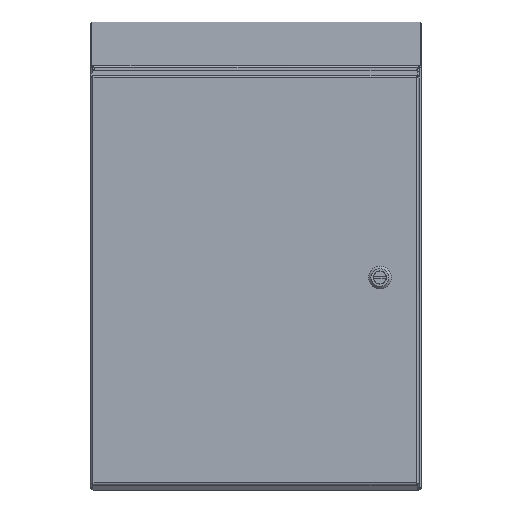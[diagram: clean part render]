
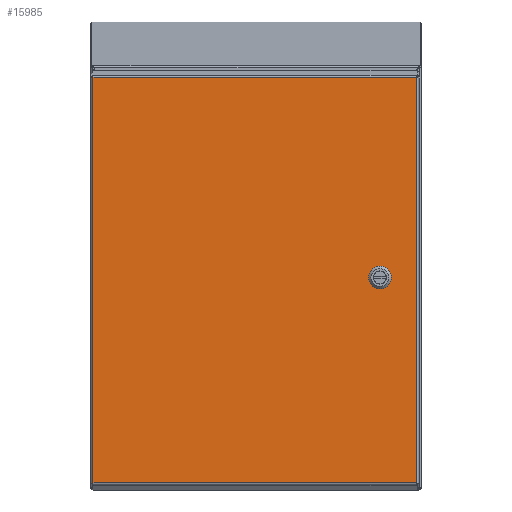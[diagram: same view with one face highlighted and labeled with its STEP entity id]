
A CAD part, top view. The second image highlights one B-rep face of the part: STEP entity #15985.
In plain terms, the highlighted planar face has unit normal (0, 0, 1).
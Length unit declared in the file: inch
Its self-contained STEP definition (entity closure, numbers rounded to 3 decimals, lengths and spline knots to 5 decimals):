
#581=PLANE('',#17252);
#1663=LINE('',#31153,#2865);
#1667=LINE('',#31165,#2869);
#1671=LINE('',#31177,#2873);
#1675=LINE('',#31187,#2877);
#1681=LINE('',#31222,#2883);
#1711=LINE('',#31510,#2913);
#1727=LINE('',#31800,#2929);
#1729=LINE('',#31804,#2931);
#2865=VECTOR('',#20201,0.42712);
#2869=VECTOR('',#20213,0.42712);
#2873=VECTOR('',#20225,0.42712);
#2877=VECTOR('',#20237,0.42712);
#2883=VECTOR('',#20247,19.64636);
#2913=VECTOR('',#20299,19.64636);
#2929=VECTOR('',#20333,15.6645);
#2931=VECTOR('',#20339,15.6645);
#3732=FACE_BOUND('',#5495,.T.);
#3733=FACE_BOUND('',#5496,.T.);
#5495=EDGE_LOOP('',(#12574,#12575,#12576,#12577,#12578,#12579,#12580,#12581));
#5496=EDGE_LOOP('',(#12582,#12583,#12584,#12585));
#6255=CIRCLE('',#17213,0.453);
#6257=CIRCLE('',#17217,0.453);
#6259=CIRCLE('',#17221,0.453);
#6261=CIRCLE('',#17225,0.453);
#7324=VERTEX_POINT('',#31144);
#7325=VERTEX_POINT('',#31146);
#7327=VERTEX_POINT('',#31152);
#7329=VERTEX_POINT('',#31158);
#7331=VERTEX_POINT('',#31164);
#7333=VERTEX_POINT('',#31170);
#7335=VERTEX_POINT('',#31176);
#7337=VERTEX_POINT('',#31182);
#7343=VERTEX_POINT('',#31199);
#7346=VERTEX_POINT('',#31214);
#7370=VERTEX_POINT('',#31468);
#7372=VERTEX_POINT('',#31509);
#9098=EDGE_CURVE('',#7325,#7324,#6255,.T.);
#9101=EDGE_CURVE('',#7327,#7325,#1663,.T.);
#9104=EDGE_CURVE('',#7329,#7327,#6257,.T.);
#9107=EDGE_CURVE('',#7331,#7329,#1667,.T.);
#9110=EDGE_CURVE('',#7333,#7331,#6259,.T.);
#9113=EDGE_CURVE('',#7335,#7333,#1671,.T.);
#9116=EDGE_CURVE('',#7337,#7335,#6261,.T.);
#9119=EDGE_CURVE('',#7324,#7337,#1675,.T.);
#9128=EDGE_CURVE('',#7343,#7346,#1681,.T.);
#9172=EDGE_CURVE('',#7372,#7370,#1711,.T.);
#9202=EDGE_CURVE('',#7346,#7372,#1727,.T.);
#9204=EDGE_CURVE('',#7370,#7343,#1729,.T.);
#12574=ORIENTED_EDGE('',*,*,#9098,.T.);
#12575=ORIENTED_EDGE('',*,*,#9119,.T.);
#12576=ORIENTED_EDGE('',*,*,#9116,.T.);
#12577=ORIENTED_EDGE('',*,*,#9113,.T.);
#12578=ORIENTED_EDGE('',*,*,#9110,.T.);
#12579=ORIENTED_EDGE('',*,*,#9107,.T.);
#12580=ORIENTED_EDGE('',*,*,#9104,.T.);
#12581=ORIENTED_EDGE('',*,*,#9101,.T.);
#12582=ORIENTED_EDGE('',*,*,#9204,.T.);
#12583=ORIENTED_EDGE('',*,*,#9128,.T.);
#12584=ORIENTED_EDGE('',*,*,#9202,.T.);
#12585=ORIENTED_EDGE('',*,*,#9172,.T.);
#15985=ADVANCED_FACE('',(#3732,#3733),#581,.T.);
#17213=AXIS2_PLACEMENT_3D('',#31147,#20195,#20196);
#17217=AXIS2_PLACEMENT_3D('',#31159,#20207,#20208);
#17221=AXIS2_PLACEMENT_3D('',#31171,#20219,#20220);
#17225=AXIS2_PLACEMENT_3D('',#31183,#20231,#20232);
#17252=AXIS2_PLACEMENT_3D('',#31806,#20342,#20343);
#20195=DIRECTION('center_axis',(0.,0.,-1.));
#20196=DIRECTION('ref_axis',(0.882,0.471,0.));
#20201=DIRECTION('',(1.,0.,0.));
#20207=DIRECTION('center_axis',(0.,0.,-1.));
#20208=DIRECTION('ref_axis',(-0.471,0.882,0.));
#20213=DIRECTION('',(0.,1.,0.));
#20219=DIRECTION('center_axis',(0.,0.,-1.));
#20220=DIRECTION('ref_axis',(-0.882,-0.471,0.));
#20225=DIRECTION('',(-1.,0.,0.));
#20231=DIRECTION('center_axis',(0.,0.,-1.));
#20232=DIRECTION('ref_axis',(0.471,-0.882,0.));
#20237=DIRECTION('',(0.,-1.,0.));
#20247=DIRECTION('',(0.,1.,0.));
#20299=DIRECTION('',(0.,-1.,0.));
#20333=DIRECTION('',(-1.,0.,0.));
#20339=DIRECTION('',(1.,0.,0.));
#20342=DIRECTION('center_axis',(0.,0.,1.));
#20343=DIRECTION('ref_axis',(1.,0.,0.));
#31144=CARTESIAN_POINT('',(13.96087,-9.05816,0.074));
#31146=CARTESIAN_POINT('',(13.77499,-8.87223,0.074));
#31147=CARTESIAN_POINT('Origin',(13.56134,-9.27168,0.074));
#31152=CARTESIAN_POINT('',(13.34787,-8.87223,0.074));
#31153=CARTESIAN_POINT('',(10.63693,-8.87223,0.074));
#31158=CARTESIAN_POINT('',(13.16187,-9.05816,0.074));
#31159=CARTESIAN_POINT('Origin',(13.56134,-9.27177,0.074));
#31164=CARTESIAN_POINT('',(13.16187,-9.48529,0.074));
#31165=CARTESIAN_POINT('',(13.16187,-9.22744,0.074));
#31170=CARTESIAN_POINT('',(13.3478,-9.67123,0.074));
#31171=CARTESIAN_POINT('Origin',(13.56137,-9.27173,0.074));
#31176=CARTESIAN_POINT('',(13.77493,-9.67123,0.074));
#31177=CARTESIAN_POINT('',(10.42333,-9.67123,0.074));
#31182=CARTESIAN_POINT('',(13.96087,-9.48529,0.074));
#31183=CARTESIAN_POINT('Origin',(13.56137,-9.27173,0.074));
#31187=CARTESIAN_POINT('',(13.96087,-9.44101,0.074));
#31199=CARTESIAN_POINT('',(15.33112,-19.2199,0.074));
#31214=CARTESIAN_POINT('',(15.33112,0.42645,0.074));
#31222=CARTESIAN_POINT('',(15.33112,-14.34516,0.074));
#31468=CARTESIAN_POINT('',(-0.33338,-19.2199,0.074));
#31509=CARTESIAN_POINT('',(-0.33338,0.42645,0.074));
#31510=CARTESIAN_POINT('',(-0.33338,-4.44829,0.074));
#31800=CARTESIAN_POINT('',(11.41499,0.42645,0.074));
#31804=CARTESIAN_POINT('',(3.58274,-19.2199,0.074));
#31806=CARTESIAN_POINT('Origin',(7.49887,-9.39673,0.074));
